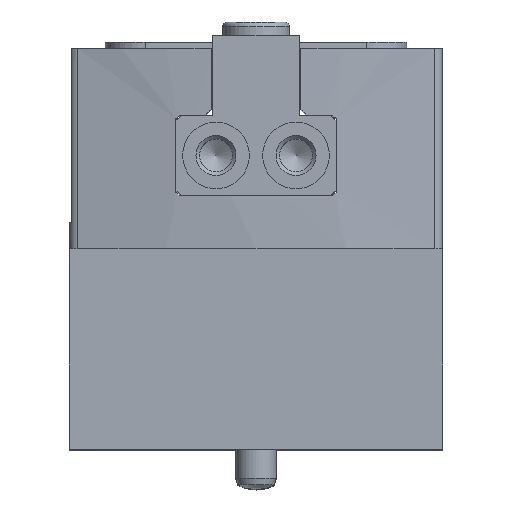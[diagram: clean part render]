
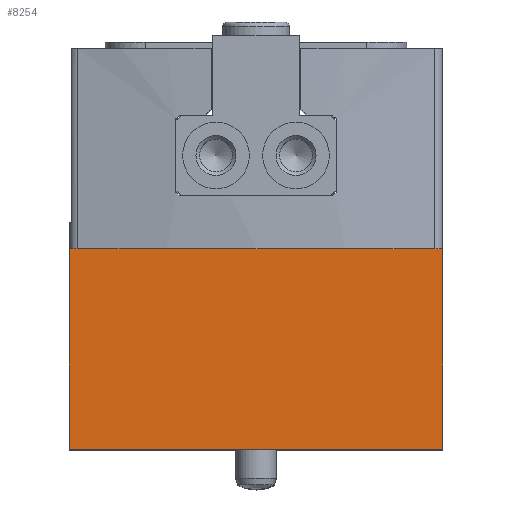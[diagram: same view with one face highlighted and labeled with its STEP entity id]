
A CAD part, top view. The second image highlights one B-rep face of the part: STEP entity #8254.
In plain terms, the highlighted planar face has unit normal (0, 0, 1).
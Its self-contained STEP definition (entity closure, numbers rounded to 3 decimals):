
#1102=ORIENTED_EDGE('',*,*,#2596,.T.);
#1103=ORIENTED_EDGE('',*,*,#2577,.F.);
#1104=ORIENTED_EDGE('',*,*,#2676,.F.);
#1105=ORIENTED_EDGE('',*,*,#2564,.T.);
#2564=EDGE_CURVE('',#3353,#3352,#3878,.T.);
#2577=EDGE_CURVE('',#3362,#3363,#3889,.T.);
#2596=EDGE_CURVE('',#3352,#3363,#3899,.T.);
#2676=EDGE_CURVE('',#3353,#3362,#3940,.T.);
#3352=VERTEX_POINT('',#11978);
#3353=VERTEX_POINT('',#11980);
#3362=VERTEX_POINT('',#12003);
#3363=VERTEX_POINT('',#12005);
#3878=LINE('',#11979,#4372);
#3889=LINE('',#12004,#4383);
#3899=LINE('',#12039,#4393);
#3940=LINE('',#12191,#4434);
#4372=VECTOR('',#9665,1000.);
#4383=VECTOR('',#9684,1000.);
#4393=VECTOR('',#9714,1000.);
#4434=VECTOR('',#9851,1000.);
#4826=EDGE_LOOP('',(#1102,#1103,#1104,#1105));
#5358=FACE_BOUND('',#4826,.T.);
#5830=PLANE('',#8773);
#8254=ADVANCED_FACE('',(#5358),#5830,.F.);
#8773=AXIS2_PLACEMENT_3D('',#12190,#9849,#9850);
#9665=DIRECTION('',(0.,-1.,0.));
#9684=DIRECTION('',(0.,-1.,0.));
#9714=DIRECTION('',(1.,0.,0.));
#9849=DIRECTION('',(0.,0.,-1.));
#9850=DIRECTION('',(-1.,0.,0.));
#9851=DIRECTION('',(1.,0.,0.));
#11978=CARTESIAN_POINT('',(-14.,0.,22.));
#11979=CARTESIAN_POINT('',(-14.,15.,22.));
#11980=CARTESIAN_POINT('',(-14.,15.,22.));
#12003=CARTESIAN_POINT('',(14.,15.,22.));
#12004=CARTESIAN_POINT('',(14.,15.,22.));
#12005=CARTESIAN_POINT('',(14.,0.,22.));
#12039=CARTESIAN_POINT('',(-14.,0.,22.));
#12190=CARTESIAN_POINT('',(-14.,15.,22.));
#12191=CARTESIAN_POINT('',(-14.,15.,22.));
